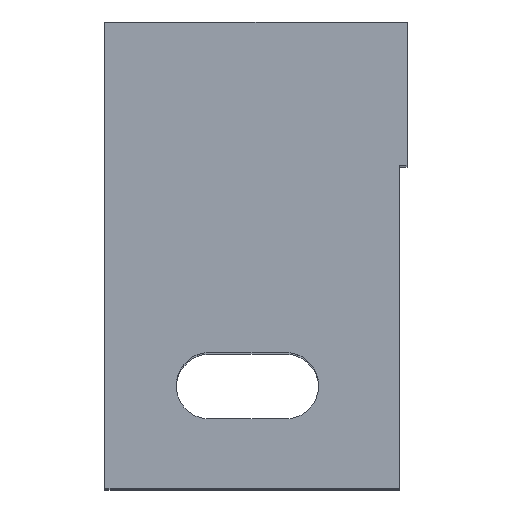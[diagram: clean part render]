
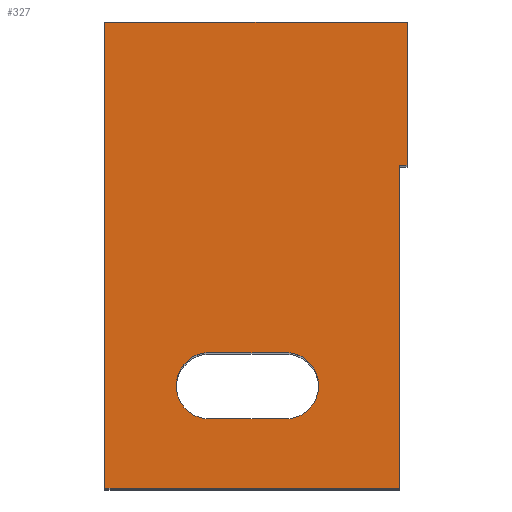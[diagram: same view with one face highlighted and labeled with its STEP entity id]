
A CAD part, top view. The second image highlights one B-rep face of the part: STEP entity #327.
In plain terms, the highlighted planar face has unit normal (0, 0, 1).
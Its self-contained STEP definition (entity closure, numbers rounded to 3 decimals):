
#3 = CARTESIAN_POINT ( 'NONE',  ( 1493.5, -14.3, 99.8 ) ) ;
#33 = CARTESIAN_POINT ( 'NONE',  ( 1494.3, 0.8, 99.8 ) ) ;
#41 = ORIENTED_EDGE ( 'NONE', *, *, #564, .F. ) ;
#44 = LINE ( 'NONE', #630, #203 ) ;
#49 = ORIENTED_EDGE ( 'NONE', *, *, #284, .T. ) ;
#50 = CARTESIAN_POINT ( 'NONE',  ( 1473.5, -41., 99.8 ) ) ;
#68 = ORIENTED_EDGE ( 'NONE', *, *, #612, .F. ) ;
#74 = VERTEX_POINT ( 'NONE', #3 ) ;
#78 = VECTOR ( 'NONE', #878, 1000. ) ;
#83 = LINE ( 'NONE', #894, #78 ) ;
#103 = ORIENTED_EDGE ( 'NONE', *, *, #598, .F. ) ;
#130 = VERTEX_POINT ( 'NONE', #395 ) ;
#146 = LINE ( 'NONE', #313, #475 ) ;
#161 = FACE_OUTER_BOUND ( 'NONE', #580, .T. ) ;
#169 = DIRECTION ( 'NONE',  ( 0., -1., 0. ) ) ;
#175 = VERTEX_POINT ( 'NONE', #50 ) ;
#184 = CARTESIAN_POINT ( 'NONE',  ( 1494.3, -1.5, 99.8 ) ) ;
#185 = CARTESIAN_POINT ( 'NONE',  ( 1462.5, -1., 99.8 ) ) ;
#203 = VECTOR ( 'NONE', #718, 1000. ) ;
#205 = CARTESIAN_POINT ( 'NONE',  ( 1462.5, 0.8, 99.8 ) ) ;
#214 = VERTEX_POINT ( 'NONE', #243 ) ;
#218 = VERTEX_POINT ( 'NONE', #685 ) ;
#221 = DIRECTION ( 'NONE',  ( 0., 0., 1. ) ) ;
#225 = ORIENTED_EDGE ( 'NONE', *, *, #341, .F. ) ;
#231 = CARTESIAN_POINT ( 'NONE',  ( 1473.5, -37.5, 99.8 ) ) ;
#243 = CARTESIAN_POINT ( 'NONE',  ( 1481.5, -41., 99.8 ) ) ;
#252 = PLANE ( 'NONE',  #418 ) ;
#264 = VECTOR ( 'NONE', #626, 1000. ) ;
#270 = VECTOR ( 'NONE', #463, 1000. ) ;
#280 = EDGE_CURVE ( 'NONE', #405, #130, #294, .T. ) ;
#284 = EDGE_CURVE ( 'NONE', #405, #856, #44, .T. ) ;
#285 = EDGE_CURVE ( 'NONE', #791, #856, #781, .T. ) ;
#294 = LINE ( 'NONE', #184, #822 ) ;
#313 = CARTESIAN_POINT ( 'NONE',  ( 1481.5, -34., 99.8 ) ) ;
#320 = EDGE_CURVE ( 'NONE', #618, #791, #636, .T. ) ;
#324 = EDGE_CURVE ( 'NONE', #214, #218, #865, .T. ) ;
#327 = ADVANCED_FACE ( 'NONE', ( #873, #161 ), #252, .T. ) ;
#333 = CARTESIAN_POINT ( 'NONE',  ( 1462.5, -48.3, 99.8 ) ) ;
#336 = CARTESIAN_POINT ( 'NONE',  ( 1492.5, -48.3, 99.8 ) ) ;
#341 = EDGE_CURVE ( 'NONE', #218, #382, #146, .T. ) ;
#366 = DIRECTION ( 'NONE',  ( -1., 0., 0. ) ) ;
#370 = CARTESIAN_POINT ( 'NONE',  ( 1473.5, -34., 99.8 ) ) ;
#371 = DIRECTION ( 'NONE',  ( 0., 0., 1. ) ) ;
#382 = VERTEX_POINT ( 'NONE', #370 ) ;
#395 = CARTESIAN_POINT ( 'NONE',  ( 1494.3, -14.3, 99.8 ) ) ;
#401 = CARTESIAN_POINT ( 'NONE',  ( 1481.5, -37.5, 99.8 ) ) ;
#405 = VERTEX_POINT ( 'NONE', #33 ) ;
#418 = AXIS2_PLACEMENT_3D ( 'NONE', #551, #371, #729 ) ;
#421 = ORIENTED_EDGE ( 'NONE', *, *, #285, .F. ) ;
#455 = DIRECTION ( 'NONE',  ( 1., 0., 0. ) ) ;
#463 = DIRECTION ( 'NONE',  ( 0., 1., 0. ) ) ;
#474 = AXIS2_PLACEMENT_3D ( 'NONE', #401, #221, #660 ) ;
#475 = VECTOR ( 'NONE', #366, 1000. ) ;
#484 = CIRCLE ( 'NONE', #537, 3.5 ) ;
#490 = ORIENTED_EDGE ( 'NONE', *, *, #732, .T. ) ;
#501 = CARTESIAN_POINT ( 'NONE',  ( 1473.5, -41., 99.8 ) ) ;
#519 = LINE ( 'NONE', #501, #521 ) ;
#521 = VECTOR ( 'NONE', #455, 1000. ) ;
#537 = AXIS2_PLACEMENT_3D ( 'NONE', #231, #674, #870 ) ;
#538 = ORIENTED_EDGE ( 'NONE', *, *, #320, .F. ) ;
#551 = CARTESIAN_POINT ( 'NONE',  ( 1492.5, -1., 99.8 ) ) ;
#564 = EDGE_CURVE ( 'NONE', #130, #74, #83, .T. ) ;
#580 = EDGE_LOOP ( 'NONE', ( #421, #538, #490, #41, #714, #49 ) ) ;
#594 = VECTOR ( 'NONE', #752, 1000. ) ;
#598 = EDGE_CURVE ( 'NONE', #175, #214, #519, .T. ) ;
#612 = EDGE_CURVE ( 'NONE', #382, #175, #484, .T. ) ;
#614 = ORIENTED_EDGE ( 'NONE', *, *, #324, .F. ) ;
#618 = VERTEX_POINT ( 'NONE', #866 ) ;
#626 = DIRECTION ( 'NONE',  ( -1., 0., 0. ) ) ;
#630 = CARTESIAN_POINT ( 'NONE',  ( 1493.5, 0.8, 99.8 ) ) ;
#636 = LINE ( 'NONE', #336, #264 ) ;
#660 = DIRECTION ( 'NONE',  ( 1., 0., 0. ) ) ;
#662 = LINE ( 'NONE', #665, #270 ) ;
#665 = CARTESIAN_POINT ( 'NONE',  ( 1493.5, -48.3, 99.8 ) ) ;
#674 = DIRECTION ( 'NONE',  ( 0., 0., 1. ) ) ;
#685 = CARTESIAN_POINT ( 'NONE',  ( 1481.5, -34., 99.8 ) ) ;
#714 = ORIENTED_EDGE ( 'NONE', *, *, #280, .F. ) ;
#718 = DIRECTION ( 'NONE',  ( -1., 0., 0. ) ) ;
#729 = DIRECTION ( 'NONE',  ( 0., -1., 0. ) ) ;
#732 = EDGE_CURVE ( 'NONE', #618, #74, #662, .T. ) ;
#752 = DIRECTION ( 'NONE',  ( 0., 1., 0. ) ) ;
#781 = LINE ( 'NONE', #185, #594 ) ;
#791 = VERTEX_POINT ( 'NONE', #333 ) ;
#822 = VECTOR ( 'NONE', #169, 1000. ) ;
#847 = EDGE_LOOP ( 'NONE', ( #68, #225, #614, #103 ) ) ;
#856 = VERTEX_POINT ( 'NONE', #205 ) ;
#865 = CIRCLE ( 'NONE', #474, 3.5 ) ;
#866 = CARTESIAN_POINT ( 'NONE',  ( 1493.5, -48.3, 99.8 ) ) ;
#870 = DIRECTION ( 'NONE',  ( 1., 0., 0. ) ) ;
#873 = FACE_BOUND ( 'NONE', #847, .T. ) ;
#878 = DIRECTION ( 'NONE',  ( -1., 0., 0. ) ) ;
#894 = CARTESIAN_POINT ( 'NONE',  ( 1494.3, -14.3, 99.8 ) ) ;
